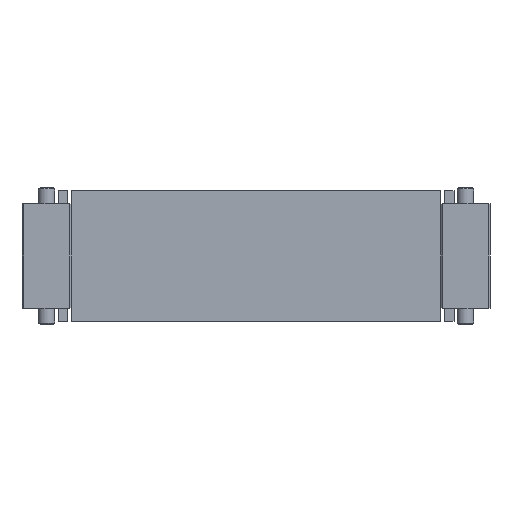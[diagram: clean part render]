
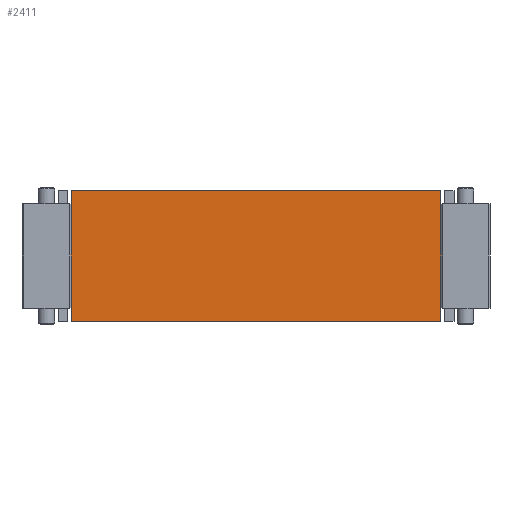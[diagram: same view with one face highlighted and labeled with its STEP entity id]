
A CAD part, left-side view. The second image highlights one B-rep face of the part: STEP entity #2411.
In plain terms, the highlighted planar face has unit normal (-1, 0, 0).
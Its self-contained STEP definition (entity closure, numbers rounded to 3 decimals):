
#155=FACE_OUTER_BOUND('',#288,.T.);
#288=EDGE_LOOP('',(#1992,#1993,#1994,#1995,#1996,#1997,#1998,#1999));
#576=LINE('',#3772,#896);
#581=LINE('',#3781,#901);
#582=LINE('',#3784,#902);
#588=LINE('',#3796,#908);
#589=LINE('',#3798,#909);
#594=LINE('',#3805,#914);
#595=LINE('',#3806,#915);
#596=LINE('',#3807,#916);
#896=VECTOR('',#3074,10.);
#901=VECTOR('',#3081,10.);
#902=VECTOR('',#3084,10.);
#908=VECTOR('',#3092,10.);
#909=VECTOR('',#3095,10.);
#914=VECTOR('',#3104,10.);
#915=VECTOR('',#3105,10.);
#916=VECTOR('',#3106,10.);
#1095=VERTEX_POINT('',#3585);
#1102=VERTEX_POINT('',#3612);
#1126=VERTEX_POINT('',#3678);
#1154=VERTEX_POINT('',#3771);
#1157=VERTEX_POINT('',#3779);
#1158=VERTEX_POINT('',#3783);
#1161=VERTEX_POINT('',#3790);
#1163=VERTEX_POINT('',#3794);
#1456=EDGE_CURVE('',#1154,#1102,#576,.T.);
#1461=EDGE_CURVE('',#1095,#1157,#581,.T.);
#1462=EDGE_CURVE('',#1158,#1126,#582,.T.);
#1468=EDGE_CURVE('',#1161,#1163,#588,.T.);
#1469=EDGE_CURVE('',#1158,#1157,#589,.T.);
#1474=EDGE_CURVE('',#1161,#1126,#594,.T.);
#1475=EDGE_CURVE('',#1154,#1163,#595,.T.);
#1476=EDGE_CURVE('',#1095,#1102,#596,.T.);
#1992=ORIENTED_EDGE('',*,*,#1462,.T.);
#1993=ORIENTED_EDGE('',*,*,#1474,.F.);
#1994=ORIENTED_EDGE('',*,*,#1468,.T.);
#1995=ORIENTED_EDGE('',*,*,#1475,.F.);
#1996=ORIENTED_EDGE('',*,*,#1456,.T.);
#1997=ORIENTED_EDGE('',*,*,#1476,.F.);
#1998=ORIENTED_EDGE('',*,*,#1461,.T.);
#1999=ORIENTED_EDGE('',*,*,#1469,.F.);
#2287=PLANE('',#2573);
#2411=ADVANCED_FACE('',(#155),#2287,.T.);
#2573=AXIS2_PLACEMENT_3D('',#3804,#3102,#3103);
#3074=DIRECTION('',(0.,0.,-1.));
#3081=DIRECTION('',(0.,0.,-1.));
#3084=DIRECTION('',(0.,0.,1.));
#3092=DIRECTION('',(0.,0.,1.));
#3095=DIRECTION('',(0.,1.,0.));
#3102=DIRECTION('center_axis',(-1.,0.,0.));
#3103=DIRECTION('ref_axis',(0.,-1.,0.));
#3104=DIRECTION('',(0.,0.,-1.));
#3105=DIRECTION('',(0.,-1.,0.));
#3106=DIRECTION('',(0.,0.,1.));
#3585=CARTESIAN_POINT('',(-67.75,56.5,-16.));
#3612=CARTESIAN_POINT('',(-67.75,56.5,16.));
#3678=CARTESIAN_POINT('',(-67.75,-56.5,-16.));
#3771=CARTESIAN_POINT('',(-67.75,56.5,20.));
#3772=CARTESIAN_POINT('',(-67.75,56.5,0.));
#3779=CARTESIAN_POINT('',(-67.75,56.5,-20.));
#3781=CARTESIAN_POINT('',(-67.75,56.5,0.));
#3783=CARTESIAN_POINT('',(-67.75,-56.5,-20.));
#3784=CARTESIAN_POINT('',(-67.75,-56.5,0.));
#3790=CARTESIAN_POINT('',(-67.75,-56.5,16.));
#3794=CARTESIAN_POINT('',(-67.75,-56.5,20.));
#3796=CARTESIAN_POINT('',(-67.75,-56.5,0.));
#3798=CARTESIAN_POINT('',(-67.75,56.5,-20.));
#3804=CARTESIAN_POINT('Origin',(-67.75,56.5,0.));
#3805=CARTESIAN_POINT('',(-67.75,-56.5,0.));
#3806=CARTESIAN_POINT('',(-67.75,56.5,20.));
#3807=CARTESIAN_POINT('',(-67.75,56.5,0.));
